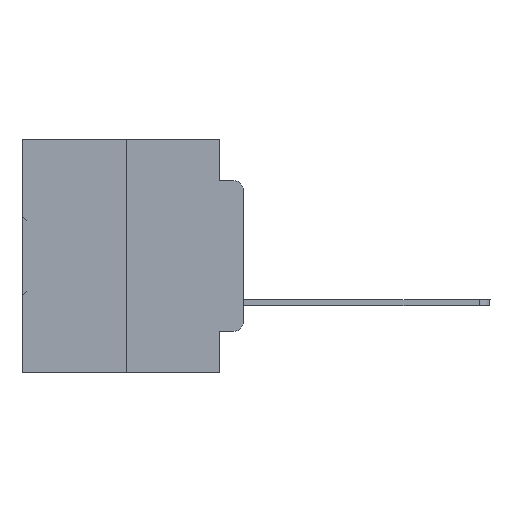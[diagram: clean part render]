
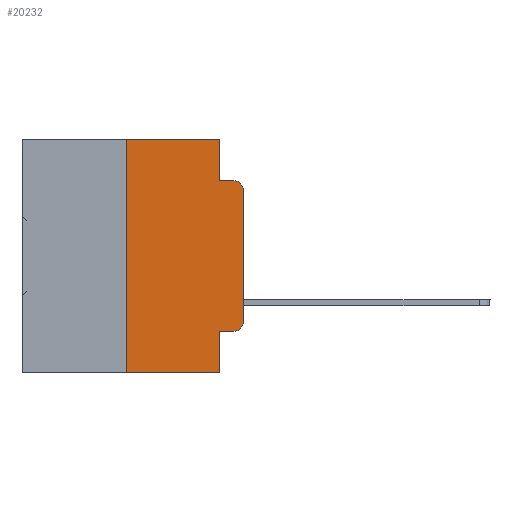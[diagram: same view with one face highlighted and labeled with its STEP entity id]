
A CAD part, left-side view. The second image highlights one B-rep face of the part: STEP entity #20232.
In plain terms, the highlighted planar face has unit normal (-1, 0, 0).
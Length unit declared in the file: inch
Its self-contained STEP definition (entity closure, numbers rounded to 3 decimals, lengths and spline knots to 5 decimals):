
#923 = AXIS2_PLACEMENT_3D ( 'NONE', #11880, #20457, #34175 ) ;
#976 = ORIENTED_EDGE ( 'NONE', *, *, #22657, .F. ) ;
#1014 = VECTOR ( 'NONE', #21510, 39.37008 ) ;
#1763 = ORIENTED_EDGE ( 'NONE', *, *, #21669, .F. ) ;
#1885 = CARTESIAN_POINT ( 'NONE',  ( 0., 0.051, 0. ) ) ;
#1938 = CARTESIAN_POINT ( 'NONE',  ( 0., 0.02, -0.3915 ) ) ;
#2506 = EDGE_CURVE ( 'NONE', #27094, #17779, #10801, .T. ) ;
#2653 = VECTOR ( 'NONE', #34955, 39.37008 ) ;
#3354 = DIRECTION ( 'NONE',  ( 0., 0., -1. ) ) ;
#4529 = CARTESIAN_POINT ( 'NONE',  ( 0., 0.25, 0. ) ) ;
#4663 = EDGE_CURVE ( 'NONE', #18712, #23520, #26936, .T. ) ;
#4928 = AXIS2_PLACEMENT_3D ( 'NONE', #15208, #14699, #6630 ) ;
#4999 = DIRECTION ( 'NONE',  ( 0., 0., -1. ) ) ;
#5975 = LINE ( 'NONE', #11505, #29303 ) ;
#6630 = DIRECTION ( 'NONE',  ( 0., 0., -1. ) ) ;
#6854 = LINE ( 'NONE', #22739, #33967 ) ;
#6965 = CARTESIAN_POINT ( 'NONE',  ( 0., 0.25, 0. ) ) ;
#7497 = CARTESIAN_POINT ( 'NONE',  ( 0., 0.02, -0.0885 ) ) ;
#7785 = LINE ( 'NONE', #32402, #20158 ) ;
#7878 = CARTESIAN_POINT ( 'NONE',  ( 0., 0.051, -0.0885 ) ) ;
#8446 = EDGE_LOOP ( 'NONE', ( #35456, #8940, #29720, #976, #33590, #1763, #13635, #10487, #8866, #22094 ) ) ;
#8781 = VERTEX_POINT ( 'NONE', #16333 ) ;
#8866 = ORIENTED_EDGE ( 'NONE', *, *, #34896, .T. ) ;
#8940 = ORIENTED_EDGE ( 'NONE', *, *, #2506, .T. ) ;
#10487 = ORIENTED_EDGE ( 'NONE', *, *, #21718, .F. ) ;
#10801 = CIRCLE ( 'NONE', #4928, 0.02 ) ;
#11412 = VERTEX_POINT ( 'NONE', #30812 ) ;
#11481 = CARTESIAN_POINT ( 'NONE',  ( 0., 0.02, -0.4115 ) ) ;
#11505 = CARTESIAN_POINT ( 'NONE',  ( 0., 0.051, 0. ) ) ;
#11553 = CARTESIAN_POINT ( 'NONE',  ( 0., 0.473, -0.5 ) ) ;
#11880 = CARTESIAN_POINT ( 'NONE',  ( 0., 0.473, 0. ) ) ;
#12012 = PLANE ( 'NONE',  #923 ) ;
#12304 = DIRECTION ( 'NONE',  ( 0., -1., 0. ) ) ;
#12671 = CARTESIAN_POINT ( 'NONE',  ( 0., 0., -0.3915 ) ) ;
#12724 = VERTEX_POINT ( 'NONE', #11481 ) ;
#12742 = DIRECTION ( 'NONE',  ( 0., -1., 0. ) ) ;
#12851 = VERTEX_POINT ( 'NONE', #21116 ) ;
#12929 = VECTOR ( 'NONE', #4999, 39.37008 ) ;
#13635 = ORIENTED_EDGE ( 'NONE', *, *, #24986, .T. ) ;
#14085 = VECTOR ( 'NONE', #34672, 39.37008 ) ;
#14699 = DIRECTION ( 'NONE',  ( -1., 0., 0. ) ) ;
#15208 = CARTESIAN_POINT ( 'NONE',  ( 0., 0.02, -0.1085 ) ) ;
#16333 = CARTESIAN_POINT ( 'NONE',  ( 0., 0.25, -0.5 ) ) ;
#16934 = DIRECTION ( 'NONE',  ( 0., 0., -1. ) ) ;
#17779 = VERTEX_POINT ( 'NONE', #7497 ) ;
#18712 = VERTEX_POINT ( 'NONE', #6965 ) ;
#19580 = VECTOR ( 'NONE', #12304, 39.37008 ) ;
#19785 = VERTEX_POINT ( 'NONE', #12671 ) ;
#20158 = VECTOR ( 'NONE', #12742, 39.37008 ) ;
#20232 = ADVANCED_FACE ( 'NONE', ( #31115 ), #12012, .F. ) ;
#20457 = DIRECTION ( 'NONE',  ( 1., 0., 0. ) ) ;
#21116 = CARTESIAN_POINT ( 'NONE',  ( 0., 0.051, -0.0885 ) ) ;
#21278 = CARTESIAN_POINT ( 'NONE',  ( 0., 0.473, 0. ) ) ;
#21510 = DIRECTION ( 'NONE',  ( 0., -1., 0. ) ) ;
#21669 = EDGE_CURVE ( 'NONE', #8781, #18712, #34009, .T. ) ;
#21718 = EDGE_CURVE ( 'NONE', #26697, #11412, #31032, .T. ) ;
#22094 = ORIENTED_EDGE ( 'NONE', *, *, #28227, .T. ) ;
#22657 = EDGE_CURVE ( 'NONE', #23520, #12851, #5975, .T. ) ;
#22739 = CARTESIAN_POINT ( 'NONE',  ( 0., 0., 0. ) ) ;
#23520 = VERTEX_POINT ( 'NONE', #26533 ) ;
#24986 = EDGE_CURVE ( 'NONE', #8781, #11412, #33809, .T. ) ;
#26533 = CARTESIAN_POINT ( 'NONE',  ( 0., 0.051, 0. ) ) ;
#26697 = VERTEX_POINT ( 'NONE', #28864 ) ;
#26936 = LINE ( 'NONE', #21278, #1014 ) ;
#27094 = VERTEX_POINT ( 'NONE', #27372 ) ;
#27372 = CARTESIAN_POINT ( 'NONE',  ( 0., 0., -0.1085 ) ) ;
#27511 = LINE ( 'NONE', #7878, #14085 ) ;
#28033 = EDGE_CURVE ( 'NONE', #19785, #27094, #6854, .T. ) ;
#28227 = EDGE_CURVE ( 'NONE', #12724, #19785, #32307, .T. ) ;
#28864 = CARTESIAN_POINT ( 'NONE',  ( 0., 0.051, -0.4115 ) ) ;
#29295 = AXIS2_PLACEMENT_3D ( 'NONE', #1938, #31921, #3354 ) ;
#29303 = VECTOR ( 'NONE', #16934, 39.37008 ) ;
#29720 = ORIENTED_EDGE ( 'NONE', *, *, #31818, .F. ) ;
#30812 = CARTESIAN_POINT ( 'NONE',  ( 0., 0.051, -0.5 ) ) ;
#31032 = LINE ( 'NONE', #1885, #12929 ) ;
#31115 = FACE_OUTER_BOUND ( 'NONE', #8446, .T. ) ;
#31818 = EDGE_CURVE ( 'NONE', #12851, #17779, #27511, .T. ) ;
#31921 = DIRECTION ( 'NONE',  ( -1., 0., 0. ) ) ;
#32307 = CIRCLE ( 'NONE', #29295, 0.02 ) ;
#32402 = CARTESIAN_POINT ( 'NONE',  ( 0., 0.051, -0.4115 ) ) ;
#33590 = ORIENTED_EDGE ( 'NONE', *, *, #4663, .F. ) ;
#33791 = DIRECTION ( 'NONE',  ( 0., 0., 1. ) ) ;
#33809 = LINE ( 'NONE', #11553, #19580 ) ;
#33967 = VECTOR ( 'NONE', #33791, 39.37008 ) ;
#34009 = LINE ( 'NONE', #4529, #2653 ) ;
#34175 = DIRECTION ( 'NONE',  ( 0., 0., -1. ) ) ;
#34672 = DIRECTION ( 'NONE',  ( 0., -1., 0. ) ) ;
#34896 = EDGE_CURVE ( 'NONE', #26697, #12724, #7785, .T. ) ;
#34955 = DIRECTION ( 'NONE',  ( 0., 0., 1. ) ) ;
#35456 = ORIENTED_EDGE ( 'NONE', *, *, #28033, .T. ) ;
